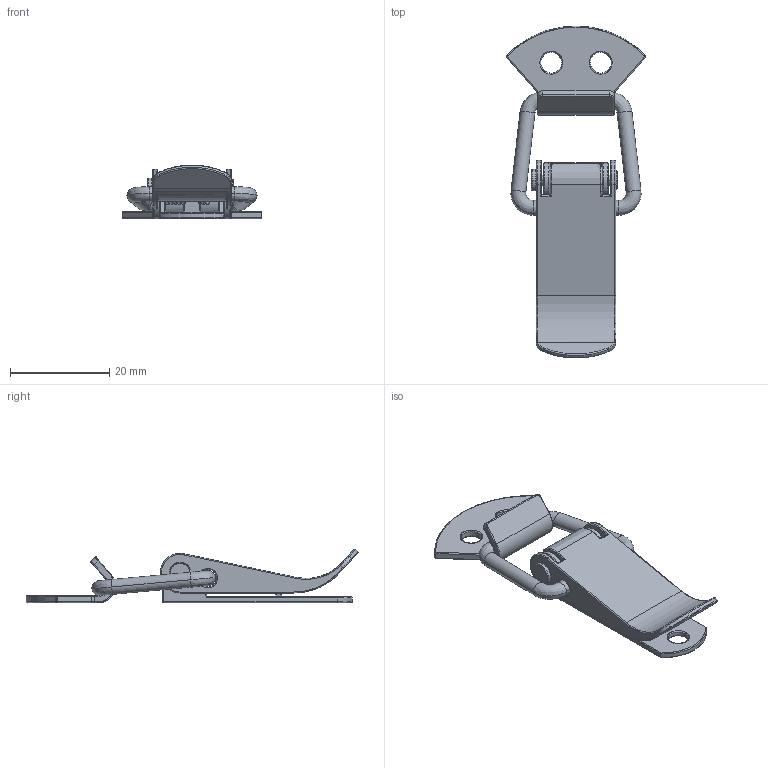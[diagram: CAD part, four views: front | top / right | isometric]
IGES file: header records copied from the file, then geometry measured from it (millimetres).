
Start section: SolidWorks IGES file using analytic representation for surfaces
Global section: file name: TS-17.IGS,15HSolidWorks; native system: 2010; preprocessor: SolidWorks 2010; author: Deathkiller; date: 140206.130325; units: millimetre
Bounding box: 28.2 x 67.02 x 10.88 mm (x, y, z)
Surface area: 5575.3 mm2 (no closed solid volume)
Topology: 0 solids, 0 shells, 401 faces, 3549 edges, 3530 vertices
Faces by surface type: bspline 219, revolution 182
